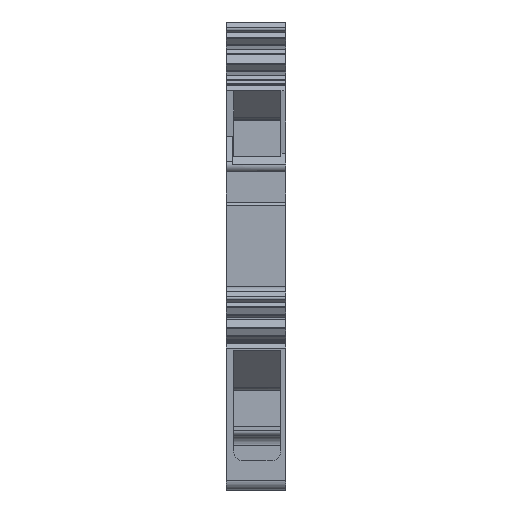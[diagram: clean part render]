
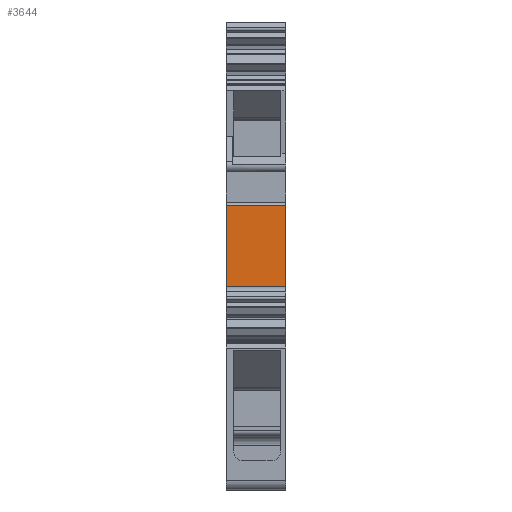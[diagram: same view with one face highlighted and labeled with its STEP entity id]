
A CAD part, front view. The second image highlights one B-rep face of the part: STEP entity #3644.
In plain terms, the highlighted planar face has unit normal (0, -1, 0).
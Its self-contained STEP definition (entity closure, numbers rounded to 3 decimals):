
#3617=AXIS2_PLACEMENT_3D('Plane Axis2P3D',#3614,#3615,#3616) ;
#3592=CARTESIAN_POINT('Vertex',(6.1,22.7,20.8)) ;
#3595=CARTESIAN_POINT('Line Origine',(5.9,22.7,20.8)) ;
#3599=CARTESIAN_POINT('Vertex',(0.,22.7,20.8)) ;
#3614=CARTESIAN_POINT('Axis2P3D Location',(0.,22.7,20.8)) ;
#3619=CARTESIAN_POINT('Line Origine',(6.1,22.7,24.95)) ;
#3623=CARTESIAN_POINT('Vertex',(6.1,22.7,29.1)) ;
#3626=CARTESIAN_POINT('Line Origine',(3.05,22.7,29.1)) ;
#3630=CARTESIAN_POINT('Vertex',(0.,22.7,29.1)) ;
#3633=CARTESIAN_POINT('Line Origine',(0.,22.7,24.95)) ;
#3596=DIRECTION('Vector Direction',(1.,0.,0.)) ;
#3615=DIRECTION('Axis2P3D Direction',(0.,-1.,0.)) ;
#3616=DIRECTION('Axis2P3D XDirection',(0.,0.,1.)) ;
#3620=DIRECTION('Vector Direction',(0.,0.,-1.)) ;
#3627=DIRECTION('Vector Direction',(1.,0.,0.)) ;
#3634=DIRECTION('Vector Direction',(0.,0.,1.)) ;
#3597=VECTOR('Line Direction',#3596,1.) ;
#3621=VECTOR('Line Direction',#3620,1.) ;
#3628=VECTOR('Line Direction',#3627,1.) ;
#3635=VECTOR('Line Direction',#3634,1.) ;
#3639=ORIENTED_EDGE('',*,*,#3625,.F.) ;
#3640=ORIENTED_EDGE('',*,*,#3632,.F.) ;
#3641=ORIENTED_EDGE('',*,*,#3637,.F.) ;
#3642=ORIENTED_EDGE('',*,*,#3601,.F.) ;
#3644=ADVANCED_FACE('KLTR',(#3643),#3618,.T.) ;
#3601=EDGE_CURVE('',#3593,#3600,#3598,.F.) ;
#3625=EDGE_CURVE('',#3624,#3593,#3622,.T.) ;
#3632=EDGE_CURVE('',#3631,#3624,#3629,.T.) ;
#3637=EDGE_CURVE('',#3600,#3631,#3636,.T.) ;
#3638=EDGE_LOOP('',(#3639,#3640,#3641,#3642)) ;
#3643=FACE_OUTER_BOUND('',#3638,.T.) ;
#3598=LINE('Line',#3595,#3597) ;
#3622=LINE('Line',#3619,#3621) ;
#3629=LINE('Line',#3626,#3628) ;
#3636=LINE('Line',#3633,#3635) ;
#3618=PLANE('',#3617) ;
#3593=VERTEX_POINT('',#3592) ;
#3600=VERTEX_POINT('',#3599) ;
#3624=VERTEX_POINT('',#3623) ;
#3631=VERTEX_POINT('',#3630) ;
